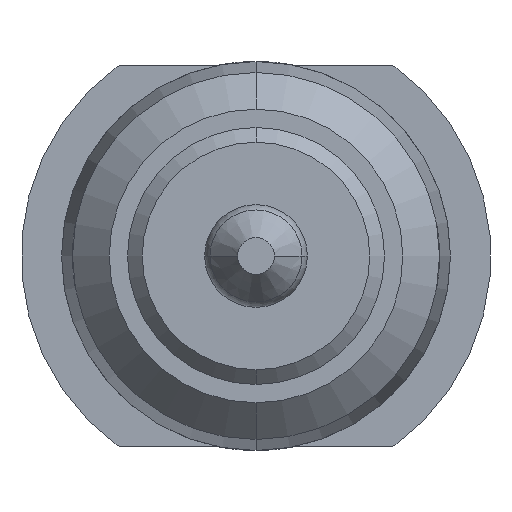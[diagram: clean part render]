
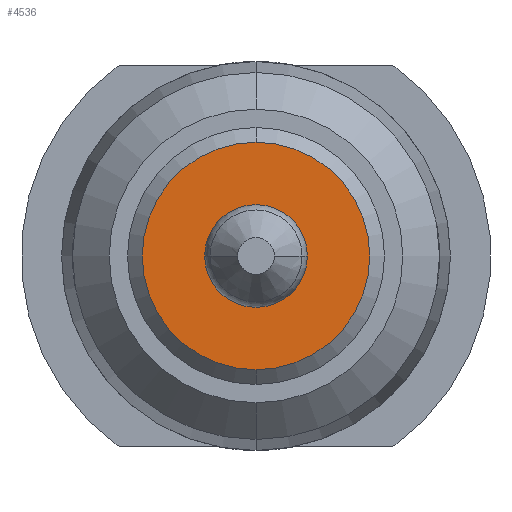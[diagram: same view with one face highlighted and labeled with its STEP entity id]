
A CAD part, front view. The second image highlights one B-rep face of the part: STEP entity #4536.
In plain terms, the highlighted planar face has unit normal (0, -1, 0).
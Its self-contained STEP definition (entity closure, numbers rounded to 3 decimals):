
#28 = CARTESIAN_POINT ( 'NONE',  ( 0., -29., 0. ) ) ;
#82 = CARTESIAN_POINT ( 'NONE',  ( 0., -29., 0. ) ) ;
#102 = CIRCLE ( 'NONE', #1077, 0.35 ) ;
#113 = ORIENTED_EDGE ( 'NONE', *, *, #727, .F. ) ;
#219 = CARTESIAN_POINT ( 'NONE',  ( 0.35, -29., 0. ) ) ;
#386 = DIRECTION ( 'NONE',  ( 0., 0., 1. ) ) ;
#401 = DIRECTION ( 'NONE',  ( 0., -1., 0. ) ) ;
#727 = EDGE_CURVE ( 'Defeature ausgef�hrt1_29+Defeature ausgef�hrt1_27+Defeature ausgef�hrt1_27+Defeature ausgef�hrt1_27', #1783, #3487, #1393, .T. ) ;
#769 = FACE_OUTER_BOUND ( 'NONE', #4716, .T. ) ;
#963 = AXIS2_PLACEMENT_3D ( 'NONE', #2627, #2265, #3037 ) ;
#1077 = AXIS2_PLACEMENT_3D ( 'NONE', #4082, #401, #1885 ) ;
#1117 = CIRCLE ( 'NONE', #1907, 0.775 ) ;
#1136 = PLANE ( 'NONE',  #963 ) ;
#1212 = ORIENTED_EDGE ( 'NONE', *, *, #1739, .T. ) ;
#1343 = ORIENTED_EDGE ( 'NONE', *, *, #4175, .F. ) ;
#1393 = CIRCLE ( 'NONE', #2135, 0.35 ) ;
#1534 = DIRECTION ( 'NONE',  ( 0., 0., 1. ) ) ;
#1551 = DIRECTION ( 'NONE',  ( 0., -1., 0. ) ) ;
#1610 = CIRCLE ( 'NONE', #3860, 0.775 ) ;
#1739 = EDGE_CURVE ( 'Defeature ausgef�hrt1_27+Defeature ausgef�hrt1_28+Defeature ausgef�hrt1_28+Defeature ausgef�hrt1_28', #4523, #2224, #1610, .T. ) ;
#1783 = VERTEX_POINT ( 'NONE', #3712 ) ;
#1790 = DIRECTION ( 'NONE',  ( 0., -1., 0. ) ) ;
#1885 = DIRECTION ( 'NONE',  ( 0., 0., 1. ) ) ;
#1907 = AXIS2_PLACEMENT_3D ( 'NONE', #28, #2570, #386 ) ;
#1927 = CARTESIAN_POINT ( 'NONE',  ( 0., -29., 0.775 ) ) ;
#2135 = AXIS2_PLACEMENT_3D ( 'NONE', #4722, #1790, #2893 ) ;
#2224 = VERTEX_POINT ( 'NONE', #4719 ) ;
#2265 = DIRECTION ( 'NONE',  ( 0., 1., 0. ) ) ;
#2269 = EDGE_LOOP ( 'NONE', ( #113, #1343 ) ) ;
#2570 = DIRECTION ( 'NONE',  ( 0., -1., 0. ) ) ;
#2627 = CARTESIAN_POINT ( 'NONE',  ( 0.875, -29., 0. ) ) ;
#2893 = DIRECTION ( 'NONE',  ( 0., 0., 1. ) ) ;
#3037 = DIRECTION ( 'NONE',  ( 0., 0., 1. ) ) ;
#3487 = VERTEX_POINT ( 'NONE', #219 ) ;
#3712 = CARTESIAN_POINT ( 'NONE',  ( -0.35, -29., 0. ) ) ;
#3836 = FACE_BOUND ( 'NONE', #2269, .T. ) ;
#3838 = EDGE_CURVE ( 'Defeature ausgef�hrt1_27+Defeature ausgef�hrt1_28+Defeature ausgef�hrt1_28+Defeature ausgef�hrt1_28', #2224, #4523, #1117, .T. ) ;
#3860 = AXIS2_PLACEMENT_3D ( 'NONE', #82, #1551, #1534 ) ;
#4082 = CARTESIAN_POINT ( 'NONE',  ( 0., -29., 0. ) ) ;
#4175 = EDGE_CURVE ( 'Defeature ausgef�hrt1_29+Defeature ausgef�hrt1_27+Defeature ausgef�hrt1_27+Defeature ausgef�hrt1_27', #3487, #1783, #102, .T. ) ;
#4523 = VERTEX_POINT ( 'NONE', #1927 ) ;
#4524 = ORIENTED_EDGE ( 'NONE', *, *, #3838, .T. ) ;
#4536 = ADVANCED_FACE ( 'Defeature ausgef�hrt1_27', ( #3836, #769 ), #1136, .F. ) ;
#4716 = EDGE_LOOP ( 'NONE', ( #1212, #4524 ) ) ;
#4719 = CARTESIAN_POINT ( 'NONE',  ( 0., -29., -0.775 ) ) ;
#4722 = CARTESIAN_POINT ( 'NONE',  ( 0., -29., 0. ) ) ;
